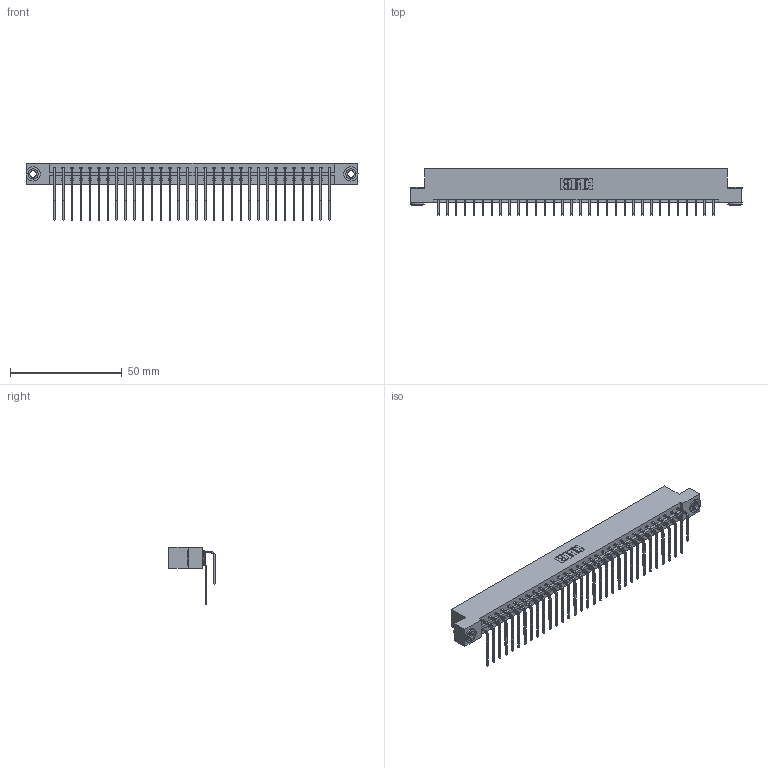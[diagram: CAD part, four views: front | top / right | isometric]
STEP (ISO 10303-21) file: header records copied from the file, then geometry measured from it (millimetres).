
FILE_DESCRIPTION (( 'STEP AP203' ), '1' );
FILE_NAME ('833-064-559-203.STEP', '2020-06-05T07:59:42', ( '' ), ( '' ), 'SwSTEP 2.0', 'SolidWorks 2020', '' );
FILE_SCHEMA (( 'CONFIG_CONTROL_DESIGN' ));
Length unit declared in the file: inch
Products named in the file (5): 345-292-001_559 Tail - 2; 345-250-002_345-250-002-102; 833-064-559-203; 833 Part_Flush - .156 Dia - TH; 345-292-001_558 559 Tail - 1
Assembly tree (67 placements, depth 2):
  833-064-559-203
    833 Part_Flush - .156 Dia - TH
    345-292-001_558 559 Tail - 1  x32
    345-292-001_559 Tail - 2  x32
    345-250-002_345-250-002-102  x2
Bounding box: 148.34 x 20.9 x 25.53 mm (x, y, z)
Volume: 15439.3 mm3; surface area: 20205.6 mm2
Topology: 67 solids, 67 shells, 3608 faces, 10691 edges, 7038 vertices
Faces by surface type: plane 2512, cylinder 1088, cone 8
Entity records: 24314 total; most frequent: CARTESIAN_POINT 4068, ORIENTED_EDGE 3946, DIRECTION 3507, EDGE_CURVE 1973, VECTOR 1781, LINE 1781, VERTEX_POINT 1310, AXIS2_PLACEMENT_3D 863
